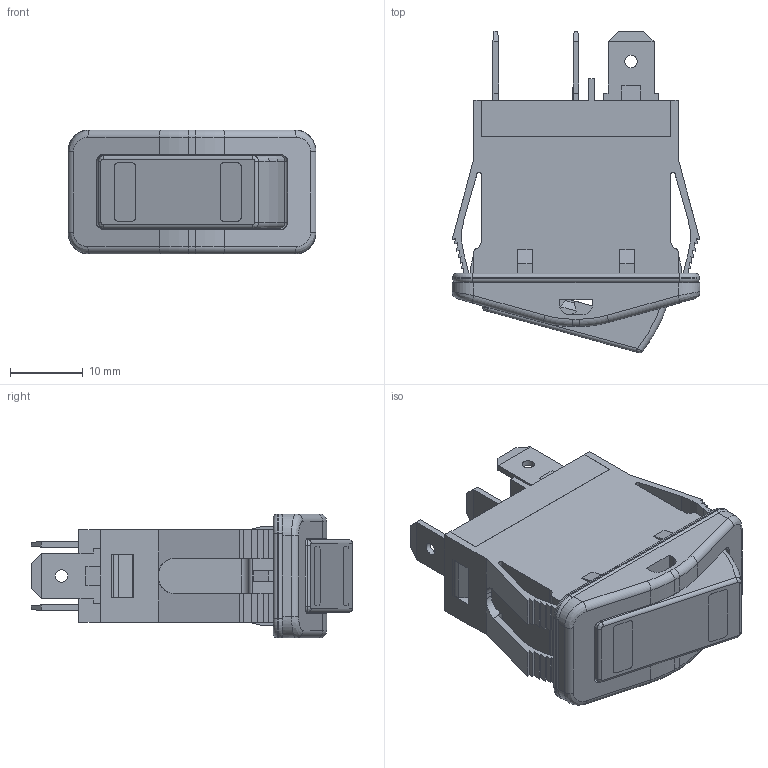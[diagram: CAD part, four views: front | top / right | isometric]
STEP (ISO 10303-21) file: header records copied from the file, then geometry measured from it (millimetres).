
FILE_DESCRIPTION(/* description */ (''),/* implementation_level */ '2;1');
FILE_NAME(/* name */ 'RB34xxxx00-xxx.stp',/* time_stamp */ '2024-02-28T15:46:29-06:00',/* author */ ('mroman'),/* organization */ (''),/* preprocessor_version */ 'ST-DEVELOPER v18.1',/* originating_system */ 'Autodesk Inventor 2022',/* authorisation */ '');
FILE_SCHEMA (('AUTOMOTIVE_DESIGN { 1 0 10303 214 3 1 1 }'));
Length unit declared in the file: millimetre
Products named in the file (1): RB34xxxx00-xxx
Bounding box: 34 x 44.1 x 17 mm (x, y, z)
Volume: 6717.8 mm3; surface area: 11301.5 mm2
Topology: 2 solids, 2 shells, 595 faces, 1650 edges, 1072 vertices
Faces by surface type: plane 457, cylinder 94, bspline 24, torus 18, cone 2
Full cylindrical faces by diameter (mm): 1.7 x4, 3 x1, 4.52 x1, 5.2 x1
Entity records: 19340 total; most frequent: CARTESIAN_POINT 3996, ORIENTED_EDGE 3300, DIRECTION 2980, EDGE_CURVE 1650, LINE 1352, VECTOR 1352, VERTEX_POINT 1072, AXIS2_PLACEMENT_3D 814
